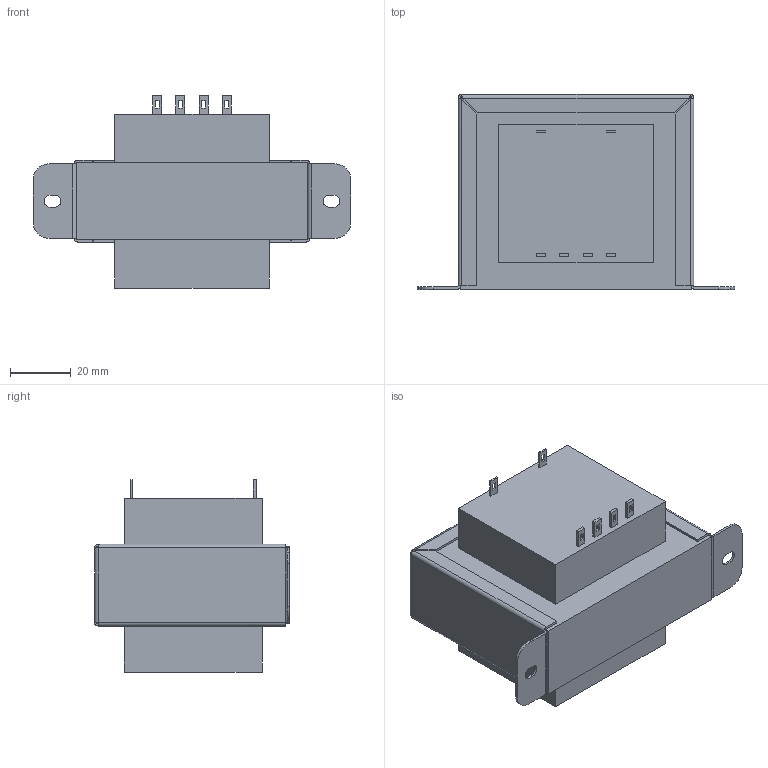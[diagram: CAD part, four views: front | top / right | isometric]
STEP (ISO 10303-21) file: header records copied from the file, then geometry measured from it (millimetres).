
FILE_DESCRIPTION(('STEP AP214'),'1');
FILE_NAME(' ',' ',('TraceParts'),('TraceParts S.A.'),'XStep 1.0',' ',' ');
FILE_SCHEMA(('automotive_design'));
Length unit declared in the file: millimetre
Products named in the file (2): ID_2|NAUO_NAME9;ID_1; ID_2|NAUO_NAME19;ID_1
Bounding box: 104.78 x 64.3 x 63.4 mm (x, y, z)
Volume: 203577.5 mm3; surface area: 39550.1 mm2
Topology: 2 solids, 2 shells, 176 faces, 429 edges, 265 vertices
Faces by surface type: plane 132, cylinder 36, bspline 8
Entity records: 5215 total; most frequent: CARTESIAN_POINT 1040, ORIENTED_EDGE 858, DIRECTION 825, EDGE_CURVE 429, LINE 341, VECTOR 341, VERTEX_POINT 265, AXIS2_PLACEMENT_3D 242
